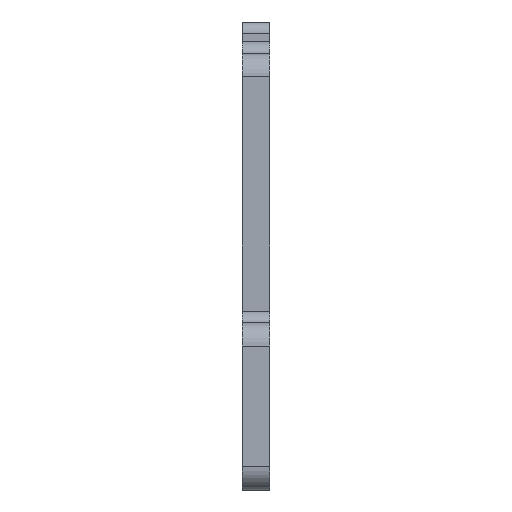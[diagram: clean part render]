
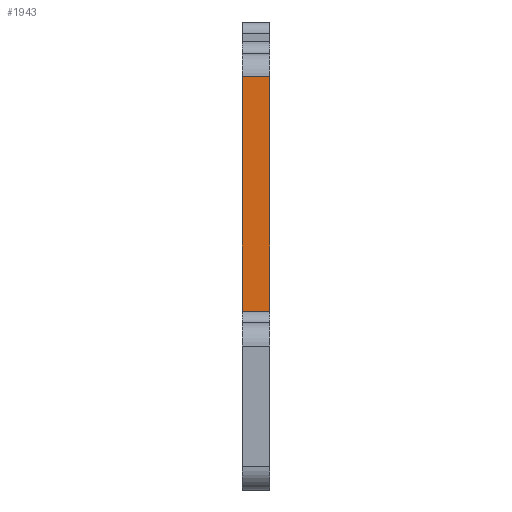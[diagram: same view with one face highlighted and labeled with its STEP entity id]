
A CAD part, left-side view. The second image highlights one B-rep face of the part: STEP entity #1943.
In plain terms, the highlighted planar face has unit normal (-1, 0, 0).
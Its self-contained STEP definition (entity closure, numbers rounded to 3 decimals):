
#106 = CARTESIAN_POINT ( 'NONE',  ( -45., 3., 11. ) ) ;
#235 = VECTOR ( 'NONE', #485, 1000. ) ;
#485 = DIRECTION ( 'NONE',  ( 0., 0., -1. ) ) ;
#709 = ORIENTED_EDGE ( 'NONE', *, *, #4475, .T. ) ;
#740 = CARTESIAN_POINT ( 'NONE',  ( -45., 0., 11. ) ) ;
#825 = CARTESIAN_POINT ( 'NONE',  ( -45., 3., 11. ) ) ;
#1092 = EDGE_CURVE ( 'NONE', #3640, #1567, #1889, .T. ) ;
#1133 = CARTESIAN_POINT ( 'NONE',  ( -45., 3., 0. ) ) ;
#1567 = VERTEX_POINT ( 'NONE', #5771 ) ;
#1688 = VECTOR ( 'NONE', #3639, 1000. ) ;
#1781 = AXIS2_PLACEMENT_3D ( 'NONE', #1133, #3499, #2549 ) ;
#1889 = LINE ( 'NONE', #6048, #1688 ) ;
#1943 = ADVANCED_FACE ( 'NONE', ( #2525 ), #3015, .T. ) ;
#2318 = VECTOR ( 'NONE', #5443, 1000. ) ;
#2525 = FACE_OUTER_BOUND ( 'NONE', #4700, .T. ) ;
#2549 = DIRECTION ( 'NONE',  ( 0., 0., 1. ) ) ;
#3015 = PLANE ( 'NONE',  #1781 ) ;
#3136 = EDGE_CURVE ( 'NONE', #4476, #5169, #4708, .T. ) ;
#3499 = DIRECTION ( 'NONE',  ( -1., 0., 0. ) ) ;
#3639 = DIRECTION ( 'NONE',  ( 0., 0., -1. ) ) ;
#3640 = VERTEX_POINT ( 'NONE', #825 ) ;
#4087 = ORIENTED_EDGE ( 'NONE', *, *, #1092, .T. ) ;
#4126 = EDGE_CURVE ( 'NONE', #3640, #4476, #4854, .T. ) ;
#4271 = CARTESIAN_POINT ( 'NONE',  ( -45., 0., -14.25 ) ) ;
#4309 = ORIENTED_EDGE ( 'NONE', *, *, #4126, .F. ) ;
#4475 = EDGE_CURVE ( 'NONE', #1567, #5169, #4789, .T. ) ;
#4476 = VERTEX_POINT ( 'NONE', #740 ) ;
#4700 = EDGE_LOOP ( 'NONE', ( #5582, #4309, #4087, #709 ) ) ;
#4708 = LINE ( 'NONE', #5661, #235 ) ;
#4789 = LINE ( 'NONE', #4880, #2318 ) ;
#4854 = LINE ( 'NONE', #106, #5267 ) ;
#4880 = CARTESIAN_POINT ( 'NONE',  ( -45., 3., -14.25 ) ) ;
#5169 = VERTEX_POINT ( 'NONE', #4271 ) ;
#5267 = VECTOR ( 'NONE', #5310, 1000. ) ;
#5310 = DIRECTION ( 'NONE',  ( 0., -1., 0. ) ) ;
#5443 = DIRECTION ( 'NONE',  ( 0., -1., 0. ) ) ;
#5582 = ORIENTED_EDGE ( 'NONE', *, *, #3136, .F. ) ;
#5661 = CARTESIAN_POINT ( 'NONE',  ( -45., 0., 0. ) ) ;
#5771 = CARTESIAN_POINT ( 'NONE',  ( -45., 3., -14.25 ) ) ;
#6048 = CARTESIAN_POINT ( 'NONE',  ( -45., 3., 0. ) ) ;
